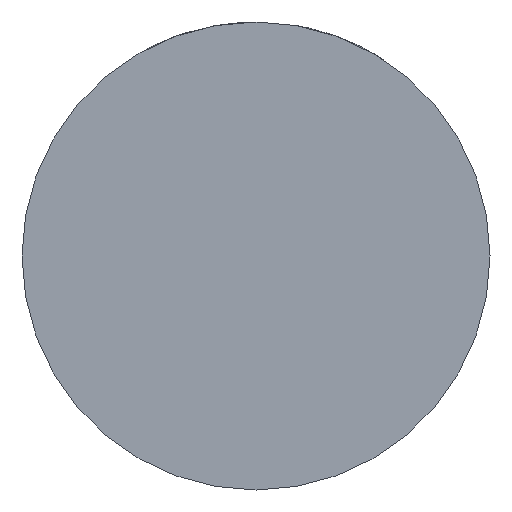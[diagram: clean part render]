
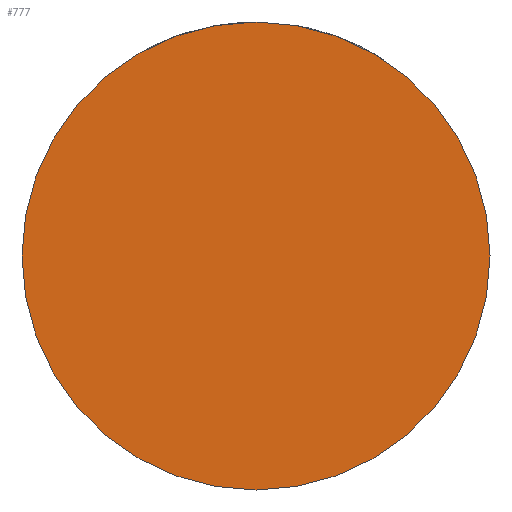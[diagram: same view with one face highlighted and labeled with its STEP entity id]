
A CAD part, front view. The second image highlights one B-rep face of the part: STEP entity #777.
In plain terms, the highlighted planar face has unit normal (0, -1, 0).
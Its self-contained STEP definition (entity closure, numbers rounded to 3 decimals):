
#76=PLANE('',#892);
#227=FACE_OUTER_BOUND('',#306,.T.);
#306=EDGE_LOOP('',(#722));
#328=CIRCLE('',#817,50.);
#381=VERTEX_POINT('',#1240);
#459=EDGE_CURVE('',#381,#381,#328,.T.);
#722=ORIENTED_EDGE('',*,*,#459,.F.);
#777=ADVANCED_FACE('',(#227),#76,.F.);
#817=AXIS2_PLACEMENT_3D('',#1241,#943,#944);
#892=AXIS2_PLACEMENT_3D('',#1470,#1126,#1127);
#943=DIRECTION('center_axis',(0.,1.,0.));
#944=DIRECTION('ref_axis',(-1.,0.,0.));
#1126=DIRECTION('center_axis',(0.,1.,0.));
#1127=DIRECTION('ref_axis',(0.,0.,1.));
#1240=CARTESIAN_POINT('',(50.,0.,0.));
#1241=CARTESIAN_POINT('Origin',(0.,0.,0.));
#1470=CARTESIAN_POINT('Origin',(0.,0.,0.));
